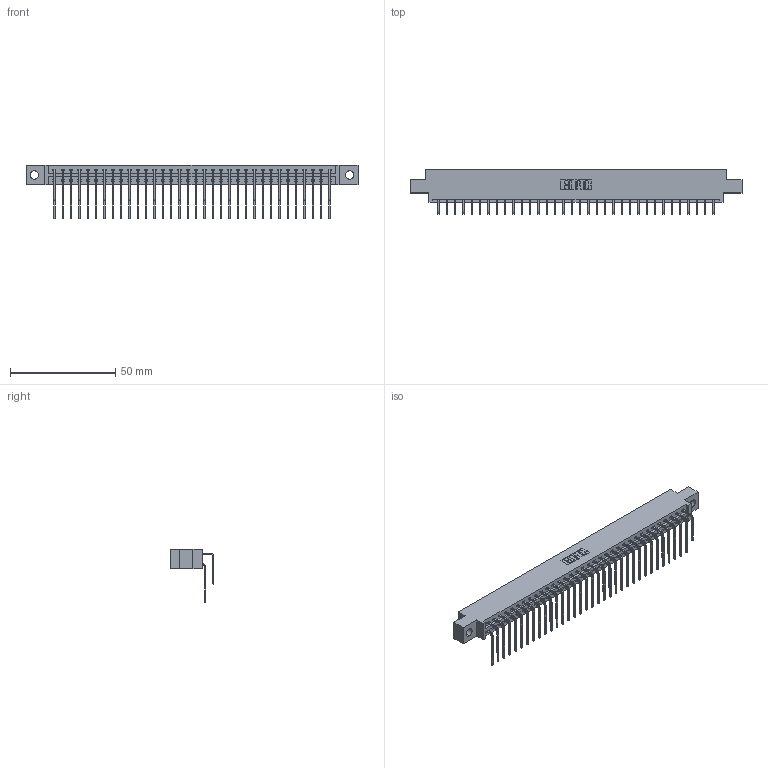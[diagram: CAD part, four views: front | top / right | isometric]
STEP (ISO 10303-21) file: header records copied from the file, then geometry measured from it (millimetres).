
FILE_DESCRIPTION (( 'STEP AP203' ), '1' );
FILE_NAME ('387-068-559-804.STEP', '2018-09-22T16:08:54', ( '' ), ( '' ), 'SwSTEP 2.0', 'SolidWorks 2016', '' );
FILE_SCHEMA (( 'CONFIG_CONTROL_DESIGN' ));
Length unit declared in the file: inch
Products named in the file (4): 345-292-001_558 559 Tail - 1; 345-292-001_559 Tail - 2; 387-068-559-804; 337 Part_0.170 Offset - 0.156 Dia-TH
Assembly tree (69 placements, depth 2):
  387-068-559-804
    337 Part_0.170 Offset - 0.156 Dia-TH
    345-292-001_558 559 Tail - 1  x34
    345-292-001_559 Tail - 2  x34
Bounding box: 157.73 x 20.9 x 25.53 mm (x, y, z)
Volume: 16703.7 mm3; surface area: 20680.8 mm2
Topology: 69 solids, 69 shells, 3926 faces, 11679 edges, 7694 vertices
Faces by surface type: plane 2794, cylinder 1132
Entity records: 29315 total; most frequent: CARTESIAN_POINT 4993, ORIENTED_EDGE 4878, DIRECTION 4243, EDGE_CURVE 2439, LINE 2271, VECTOR 2271, VERTEX_POINT 1622, AXIS2_PLACEMENT_3D 986
